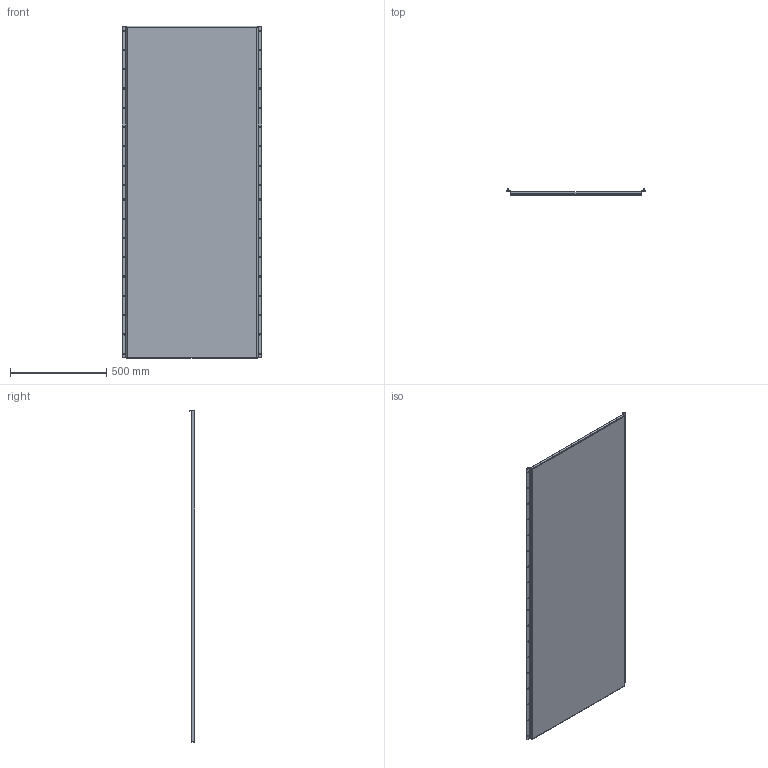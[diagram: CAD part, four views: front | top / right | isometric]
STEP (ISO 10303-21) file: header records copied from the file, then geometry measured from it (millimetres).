
FILE_DESCRIPTION (( 'STEP AP203' ), '1' );
FILE_NAME ('ÌÈ-1021.08.00.001 Ìîíòàæíàÿ ïëàòà 800õ1800.STEP', '2020-10-26T05:40:13', ( '' ), ( '' ), 'SwSTEP 2.0', 'SolidWorks 2019', '' );
FILE_SCHEMA (( 'CONFIG_CONTROL_DESIGN' ));
Length unit declared in the file: millimetre
Products named in the file (1): ÌÈ-1021.08.00.001 Ìîíòàæíàÿ ïëàòà 800õ1800
Bounding box: 724 x 29.45 x 1721.65 mm (x, y, z)
Volume: 2622154.2 mm3; surface area: 2633751 mm2
Topology: 1 solids, 1 shells, 150 faces, 388 edges, 240 vertices
Faces by surface type: cylinder 88, plane 54, bspline 8
Entity records: 5545 total; most frequent: CARTESIAN_POINT 1619, DIRECTION 806, ORIENTED_EDGE 776, EDGE_CURVE 388, AXIS2_PLACEMENT_3D 303, VERTEX_POINT 240, EDGE_LOOP 222, LINE 200
